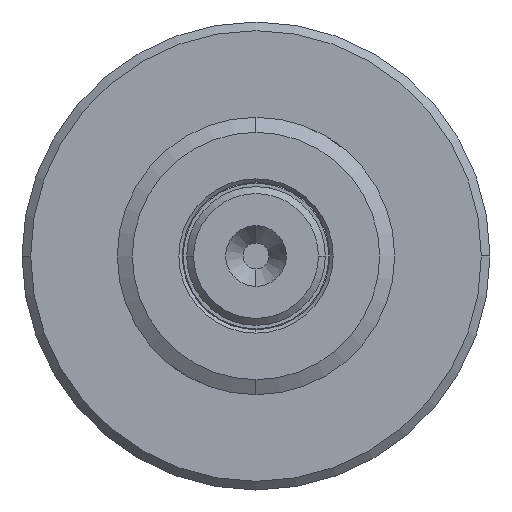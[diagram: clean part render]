
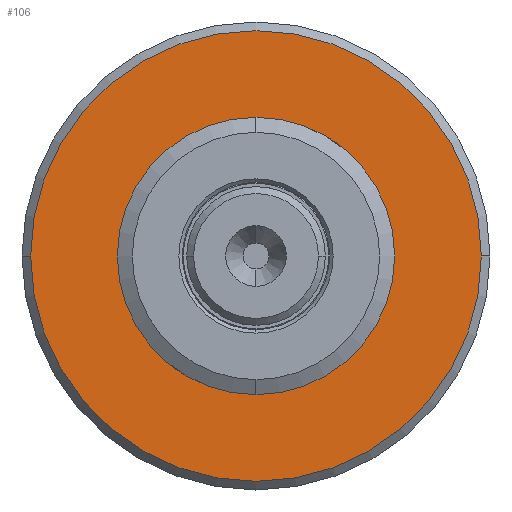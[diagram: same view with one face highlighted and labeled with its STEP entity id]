
A CAD part, left-side view. The second image highlights one B-rep face of the part: STEP entity #106.
In plain terms, the highlighted planar face has unit normal (1, 0, 0).
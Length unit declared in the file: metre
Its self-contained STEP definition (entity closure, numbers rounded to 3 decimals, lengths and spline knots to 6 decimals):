
#33 = CIRCLE ( 'NONE', #35, 0.013 ) ;
#35 = AXIS2_PLACEMENT_3D ( 'NONE', #2807, #2808, #2809 ) ;
#36 = CIRCLE ( 'NONE', #37, 0.00425 ) ;
#37 = AXIS2_PLACEMENT_3D ( 'NONE', #2810, #2811, #2812 ) ;
#106 = ADVANCED_FACE ( 'NONE', ( #884, #886 ), #7042, .T. ) ;
#542 = CARTESIAN_POINT ( 'NONE',  ( -0.0014, 0., 0. ) ) ;
#543 = DIRECTION ( 'NONE',  ( -1., 0., 0. ) ) ;
#544 = DIRECTION ( 'NONE',  ( 0., 0., 1. ) ) ;
#565 = CARTESIAN_POINT ( 'NONE',  ( -0.0014, 0., 0. ) ) ;
#566 = DIRECTION ( 'NONE',  ( 1., 0., 0. ) ) ;
#567 = DIRECTION ( 'NONE',  ( 0., 1., 0. ) ) ;
#850 = VERTEX_POINT ( 'NONE', #6258 ) ;
#868 = VERTEX_POINT ( 'NONE', #6308 ) ;
#884 = FACE_OUTER_BOUND ( 'NONE', #2723, .T. ) ;
#886 = FACE_BOUND ( 'NONE', #2744, .T. ) ;
#1805 = EDGE_CURVE ( 'NONE', #3728, #850, #33, .T. ) ;
#1806 = EDGE_CURVE ( 'NONE', #868, #3709, #36, .T. ) ;
#2723 = EDGE_LOOP ( 'NONE', ( #3540, #3543 ) ) ;
#2744 = EDGE_LOOP ( 'NONE', ( #3541, #3545 ) ) ;
#2807 = CARTESIAN_POINT ( 'NONE',  ( -0.0014, 0., 0. ) ) ;
#2808 = DIRECTION ( 'NONE',  ( 1., 0., 0. ) ) ;
#2809 = DIRECTION ( 'NONE',  ( 0., 1., 0. ) ) ;
#2810 = CARTESIAN_POINT ( 'NONE',  ( -0.0014, 0., 0. ) ) ;
#2811 = DIRECTION ( 'NONE',  ( -1., 0., 0. ) ) ;
#2812 = DIRECTION ( 'NONE',  ( 0., 0., 1. ) ) ;
#2925 = CARTESIAN_POINT ( 'NONE',  ( -0.0014, 0., -0.00425 ) ) ;
#3540 = ORIENTED_EDGE ( 'NONE', *, *, #1805, .T. ) ;
#3541 = ORIENTED_EDGE ( 'NONE', *, *, #1806, .T. ) ;
#3543 = ORIENTED_EDGE ( 'NONE', *, *, #6409, .T. ) ;
#3545 = ORIENTED_EDGE ( 'NONE', *, *, #6400, .T. ) ;
#3709 = VERTEX_POINT ( 'NONE', #2925 ) ;
#3728 = VERTEX_POINT ( 'NONE', #5856 ) ;
#4910 = AXIS2_PLACEMENT_3D ( 'NONE', #7062, #7045, #7063 ) ;
#5856 = CARTESIAN_POINT ( 'NONE',  ( -0.0014, 0.013, 0. ) ) ;
#6213 = CIRCLE ( 'NONE', #6218, 0.00425 ) ;
#6218 = AXIS2_PLACEMENT_3D ( 'NONE', #542, #543, #544 ) ;
#6220 = CIRCLE ( 'NONE', #6229, 0.013 ) ;
#6229 = AXIS2_PLACEMENT_3D ( 'NONE', #565, #566, #567 ) ;
#6258 = CARTESIAN_POINT ( 'NONE',  ( -0.0014, -0.013, 0. ) ) ;
#6308 = CARTESIAN_POINT ( 'NONE',  ( -0.0014, 0., 0.00425 ) ) ;
#6400 = EDGE_CURVE ( 'NONE', #3709, #868, #6213, .T. ) ;
#6409 = EDGE_CURVE ( 'NONE', #850, #3728, #6220, .T. ) ;
#7042 = PLANE ( 'NONE',  #4910 ) ;
#7045 = DIRECTION ( 'NONE',  ( 1., 0., 0. ) ) ;
#7062 = CARTESIAN_POINT ( 'NONE',  ( -0.0014, -0.00923, 0.016155 ) ) ;
#7063 = DIRECTION ( 'NONE',  ( 0., -0.263, -0.965 ) ) ;
